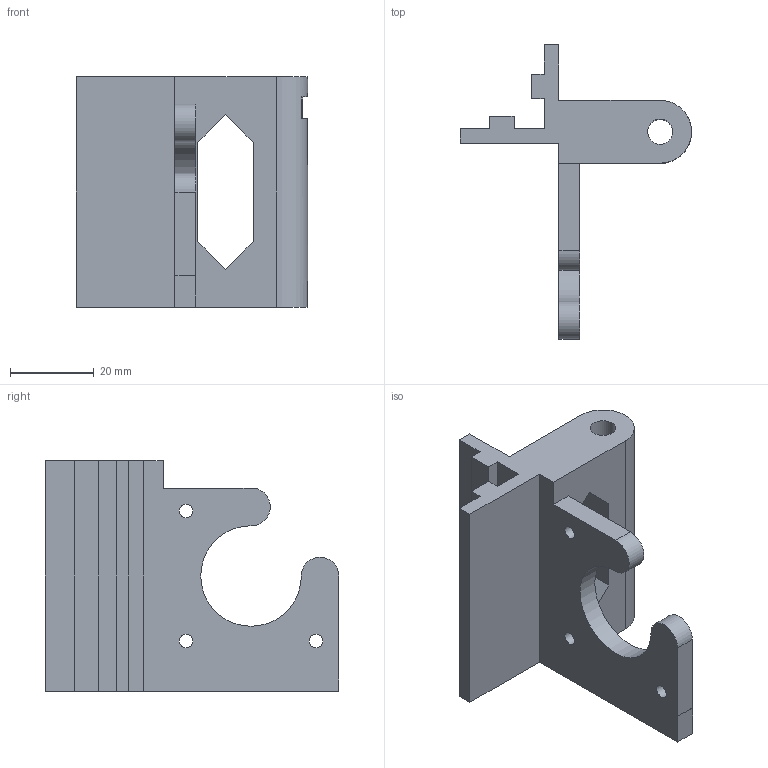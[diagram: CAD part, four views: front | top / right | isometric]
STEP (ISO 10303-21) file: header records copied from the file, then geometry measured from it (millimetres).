
FILE_DESCRIPTION(('FreeCAD Model'),'2;1');
FILE_NAME( 'x-motor-holder-20x20-M5-x1.step' ,'2019-07-24T16:51:21',('Author'),(''), 'Open CASCADE STEP processor 6.8','FreeCAD','Unknown');
FILE_SCHEMA(('AUTOMOTIVE_DESIGN_CC2 { 1 2 10303 214 -1 1 5 4 }'));
Length unit declared in the file: millimetre
Products named in the file (2): ASSEMBLY; x-motor-holder-M5
Assembly tree (1 placements, depth 2):
  ASSEMBLY
    x-motor-holder-M5
Bounding box: 55.2 x 70.2 x 55 mm (x, y, z)
Volume: 32824.2 mm3; surface area: 16356.6 mm2
Topology: 1 solids, 1 shells, 52 faces, 137 edges, 92 vertices
Faces by surface type: plane 39, cylinder 13
Full cylindrical faces by diameter (mm): 3.2 x5, 6 x4
Entity records: 3658 total; most frequent: CARTESIAN_POINT 851, DIRECTION 518, LINE 345, VECTOR 345, ORIENTED_EDGE 274, PCURVE 274, DEFINITIONAL_REPRESENTATION 274, EDGE_CURVE 137
